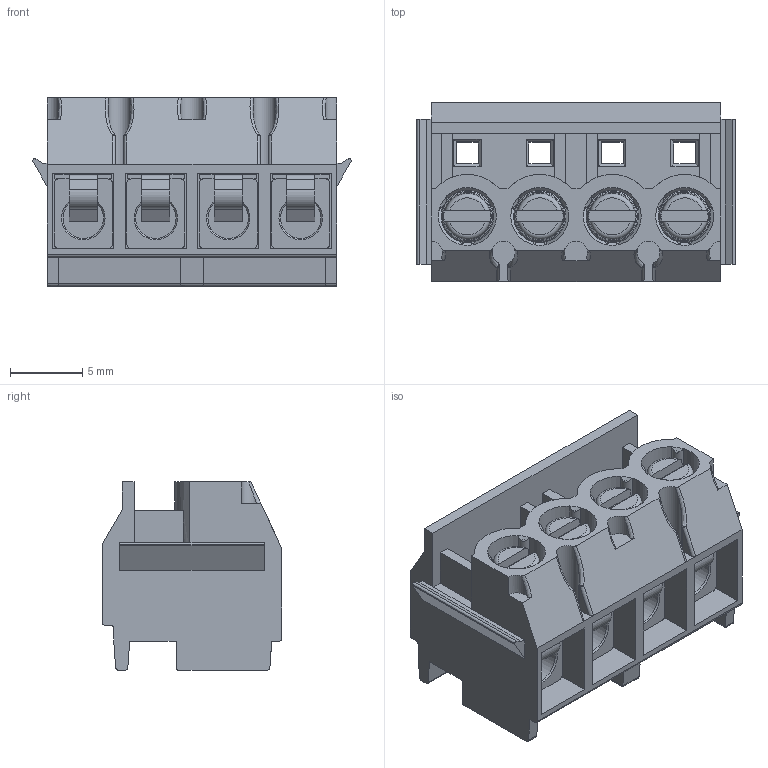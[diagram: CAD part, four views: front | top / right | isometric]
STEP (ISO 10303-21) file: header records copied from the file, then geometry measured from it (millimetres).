
FILE_DESCRIPTION( ( 'STEP AP214' ), '1' );
FILE_NAME( 'MD212-50004-20230310.stp', '2023-03-13T06:37:38', ( ' ' ), ( ' ' ), 'XStep 1.0', ' ', ' ' );
FILE_SCHEMA( ( 'CONFIG_CONTROL_DESIGN) ( )' ) );
Length unit declared in the file: metre
Products named in the file (1): 1
Bounding box: 21.99 x 12.4 x 13 mm (x, y, z)
Volume: 1772.3 mm3; surface area: 3321.3 mm2
Topology: 1 solids, 1 shells, 542 faces, 1492 edges, 964 vertices
Faces by surface type: plane 289, cylinder 153, torus 40, cone 28, bspline 16, revolution 12, sphere 4
Full cylindrical faces by diameter (mm): 2.2 x24, 2.8 x4
Entity records: 20927 total; most frequent: CARTESIAN_POINT 8013, ORIENTED_EDGE 2752, DIRECTION 2600, EDGE_CURVE 1376, VERTEX_POINT 904, AXIS2_PLACEMENT_3D 885, LINE 818, VECTOR 818
